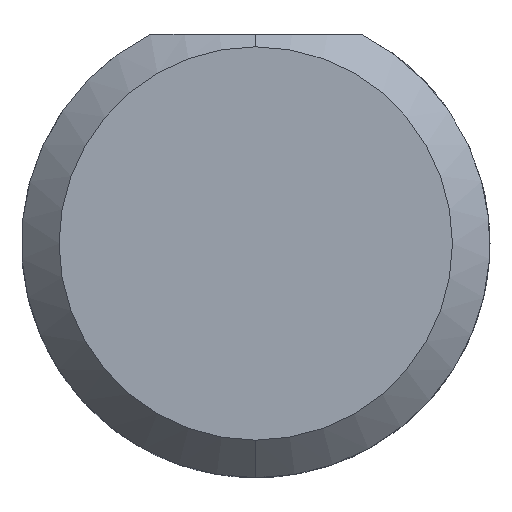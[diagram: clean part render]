
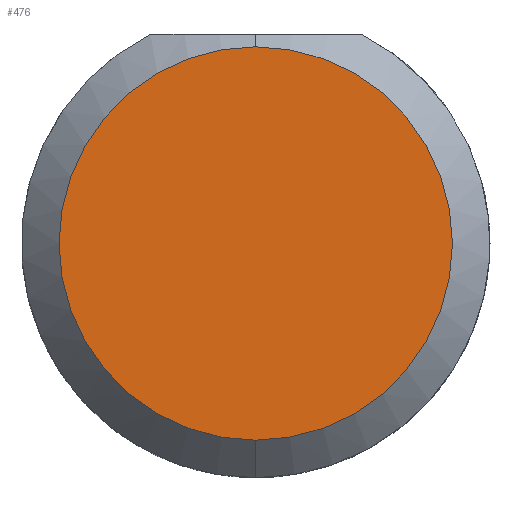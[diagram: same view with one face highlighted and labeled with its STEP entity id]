
A CAD part, left-side view. The second image highlights one B-rep face of the part: STEP entity #476.
In plain terms, the highlighted planar face has unit normal (-1, 0, 0).
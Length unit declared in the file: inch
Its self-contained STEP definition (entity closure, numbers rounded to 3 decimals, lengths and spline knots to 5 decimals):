
#8 = CARTESIAN_POINT ( 'NONE',  ( 0., 0., 0.0786 ) ) ;
#17 = AXIS2_PLACEMENT_3D ( 'NONE', #605, #21, #120 ) ;
#19 = VERTEX_POINT ( 'NONE', #97 ) ;
#21 = DIRECTION ( 'NONE',  ( -1., 0., 0. ) ) ;
#48 = CIRCLE ( 'NONE', #17, 0.0786 ) ;
#50 = ORIENTED_EDGE ( 'NONE', *, *, #490, .T. ) ;
#68 = CARTESIAN_POINT ( 'NONE',  ( 0., 0., 0. ) ) ;
#97 = CARTESIAN_POINT ( 'NONE',  ( 0., 0., -0.0786 ) ) ;
#98 = DIRECTION ( 'NONE',  ( 1., 0., 0. ) ) ;
#110 = DIRECTION ( 'NONE',  ( 0., 0., 1. ) ) ;
#120 = DIRECTION ( 'NONE',  ( 0., 0., 1. ) ) ;
#180 = VERTEX_POINT ( 'NONE', #8 ) ;
#184 = EDGE_LOOP ( 'NONE', ( #50, #464 ) ) ;
#187 = DIRECTION ( 'NONE',  ( 0., 0., -1. ) ) ;
#208 = DIRECTION ( 'NONE',  ( -1., 0., 0. ) ) ;
#239 = FACE_OUTER_BOUND ( 'NONE', #184, .T. ) ;
#241 = AXIS2_PLACEMENT_3D ( 'NONE', #432, #98, #187 ) ;
#343 = CIRCLE ( 'NONE', #509, 0.0786 ) ;
#394 = PLANE ( 'NONE',  #241 ) ;
#432 = CARTESIAN_POINT ( 'NONE',  ( 0., 0., 0. ) ) ;
#464 = ORIENTED_EDGE ( 'NONE', *, *, #602, .T. ) ;
#476 = ADVANCED_FACE ( 'NONE', ( #239 ), #394, .F. ) ;
#490 = EDGE_CURVE ( 'NONE', #19, #180, #48, .T. ) ;
#509 = AXIS2_PLACEMENT_3D ( 'NONE', #68, #208, #110 ) ;
#602 = EDGE_CURVE ( 'NONE', #180, #19, #343, .T. ) ;
#605 = CARTESIAN_POINT ( 'NONE',  ( 0., 0., 0. ) ) ;
